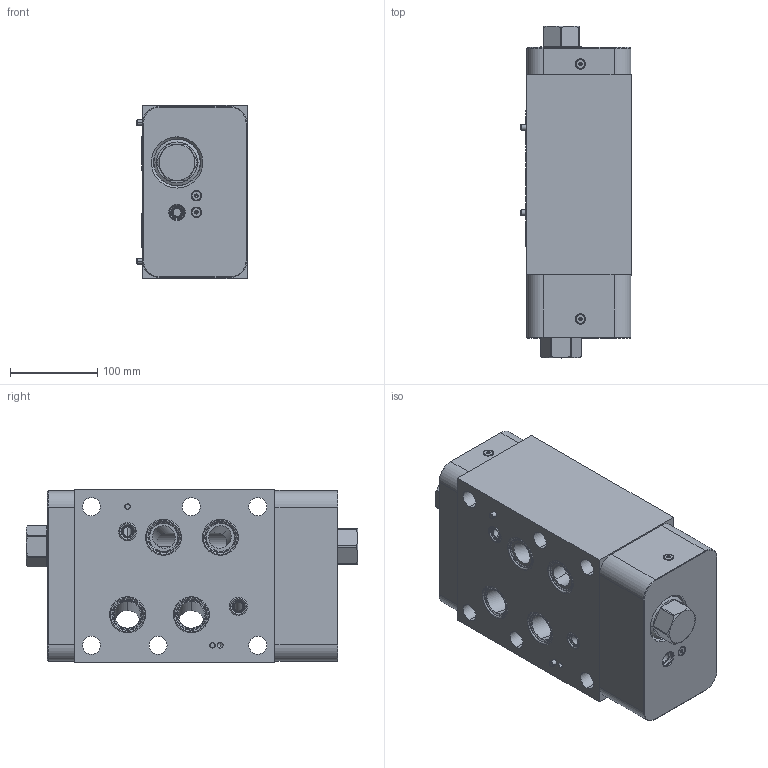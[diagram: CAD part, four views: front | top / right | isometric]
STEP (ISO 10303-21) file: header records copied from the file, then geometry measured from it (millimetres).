
FILE_DESCRIPTION((''),'2;1');
FILE_NAME('U44_ASM','2022-05-17T',('ProEService'),(''),'PRO/ENGINEER BY PARAMETRIC TECHNOLOGY CORPORATION, 2014200','PRO/ENGINEER BY PARAMETRIC TECHNOLOGY CORPORATION, 2014200','');
FILE_SCHEMA(('CONFIG_CONTROL_DESIGN'));
Length unit declared in the file: inch
Products named in the file (8): 178-001; DKJSXHN; A330-006-004; A330-006-002; 811-001-002; 500-001-127; 500-001-114; U44_ASM
Assembly tree (19 placements, depth 2):
  U44_ASM
    178-001
    DKJSXHN  x2
    A330-006-004
    A330-006-002  x7
    811-001-002  x2
    500-001-127  x4
    500-001-114  x2
Bounding box: 126.34 x 380.19 x 199.01 mm (x, y, z)
Volume: 7137443.8 mm3; surface area: 577715.7 mm2
Topology: 29 solids, 29 shells, 1610 faces, 4037 edges, 2834 vertices
Faces by surface type: cylinder 637, cone 418, plane 354, torus 112, revolution 56, bspline 28, sphere 5
Entity records: 61013 total; most frequent: CARTESIAN_POINT 37765, DIRECTION 5028, ORIENTED_EDGE 4210, EDGE_CURVE 2105, AXIS2_PLACEMENT_3D 1923, VERTEX_POINT 1265, VECTOR 1158, LINE 1158
